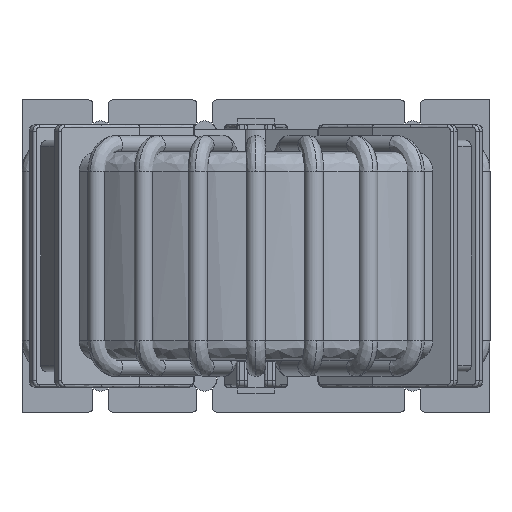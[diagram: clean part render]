
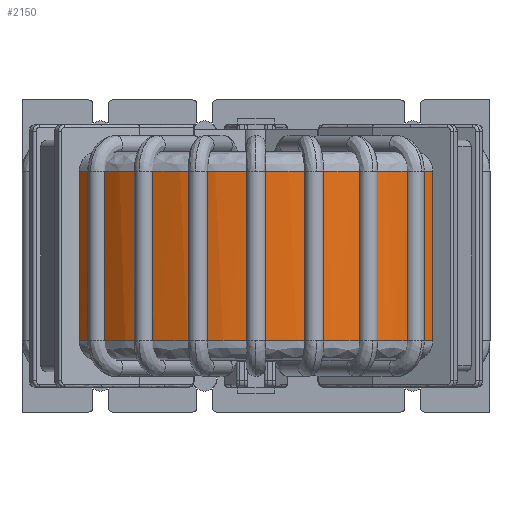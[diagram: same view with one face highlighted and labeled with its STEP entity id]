
A CAD part, front view. The second image highlights one B-rep face of the part: STEP entity #2150.
In plain terms, the highlighted free-form (B-spline) face has degree [2, 1] with [3, 2] control points.
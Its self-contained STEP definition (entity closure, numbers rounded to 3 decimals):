
#2150 = ADVANCED_FACE('',(#2151),#2183,.T.);
#2151 = FACE_BOUND('',#2152,.T.);
#2152 = EDGE_LOOP('',(#2153,#2162,#2170,#2177));
#2153 = ORIENTED_EDGE('',*,*,#2154,.T.);
#2154 = EDGE_CURVE('',#2155,#2157,#2159,.T.);
#2155 = VERTEX_POINT('',#2156);
#2156 = CARTESIAN_POINT('',(-18.731,-14.633,
    19.98));
#2157 = VERTEX_POINT('',#2158);
#2158 = CARTESIAN_POINT('',(-18.731,-14.633,
    2.067));
#2159 = B_SPLINE_CURVE_WITH_KNOTS('',1,(#2160,#2161),.UNSPECIFIED.,.F.,
  .F.,(2,2),(1.5,14.5),.PIECEWISE_BEZIER_KNOTS.);
#2160 = CARTESIAN_POINT('',(-18.731,-14.633,
    19.98));
#2161 = CARTESIAN_POINT('',(-18.731,-14.633,
    2.067));
#2162 = ORIENTED_EDGE('',*,*,#2163,.T.);
#2163 = EDGE_CURVE('',#2157,#2164,#2166,.T.);
#2164 = VERTEX_POINT('',#2165);
#2165 = CARTESIAN_POINT('',(18.731,-14.633,
    2.067));
#2166 = ( BOUNDED_CURVE() B_SPLINE_CURVE(2,(#2167,#2168,#2169),
.UNSPECIFIED.,.F.,.F.) B_SPLINE_CURVE_WITH_KNOTS((3,3),(3.805,
5.62),.PIECEWISE_BEZIER_KNOTS.) CURVE() 
GEOMETRIC_REPRESENTATION_ITEM() RATIONAL_B_SPLINE_CURVE((1.,
0.616,1.)) REPRESENTATION_ITEM('') );
#2167 = CARTESIAN_POINT('',(-18.731,-14.633,
    2.067));
#2168 = CARTESIAN_POINT('',(0.,-38.61,
    2.067));
#2169 = CARTESIAN_POINT('',(18.731,-14.633,
    2.067));
#2170 = ORIENTED_EDGE('',*,*,#2171,.F.);
#2171 = EDGE_CURVE('',#2172,#2164,#2174,.T.);
#2172 = VERTEX_POINT('',#2173);
#2173 = CARTESIAN_POINT('',(18.731,-14.633,
    19.98));
#2174 = B_SPLINE_CURVE_WITH_KNOTS('',1,(#2175,#2176),.UNSPECIFIED.,.F.,
  .F.,(2,2),(1.5,14.5),.PIECEWISE_BEZIER_KNOTS.);
#2175 = CARTESIAN_POINT('',(18.731,-14.633,
    19.98));
#2176 = CARTESIAN_POINT('',(18.731,-14.633,
    2.067));
#2177 = ORIENTED_EDGE('',*,*,#2178,.T.);
#2178 = EDGE_CURVE('',#2172,#2155,#2179,.T.);
#2179 = ( BOUNDED_CURVE() B_SPLINE_CURVE(2,(#2180,#2181,#2182),
.UNSPECIFIED.,.F.,.F.) B_SPLINE_CURVE_WITH_KNOTS((3,3),(0.663,
2.478),.PIECEWISE_BEZIER_KNOTS.) CURVE() 
GEOMETRIC_REPRESENTATION_ITEM() RATIONAL_B_SPLINE_CURVE((1.,
0.616,1.)) REPRESENTATION_ITEM('') );
#2180 = CARTESIAN_POINT('',(18.731,-14.633,
    19.98));
#2181 = CARTESIAN_POINT('',(0.,-38.61,
    19.98));
#2182 = CARTESIAN_POINT('',(-18.731,-14.633,
    19.98));
#2183 = ( BOUNDED_SURFACE() B_SPLINE_SURFACE(2,1,(
    (#2184,#2185)
    ,(#2186,#2187)
    ,(#2188,#2189
)),.UNSPECIFIED.,.F.,.F.,.F.) B_SPLINE_SURFACE_WITH_KNOTS((3,3),(2,2),(
    3.805,5.62),(1.5,14.5),.PIECEWISE_BEZIER_KNOTS.) 
GEOMETRIC_REPRESENTATION_ITEM() RATIONAL_B_SPLINE_SURFACE((
    (1.,1.)
    ,(0.616,0.616)
,(1.,1.))) REPRESENTATION_ITEM('') SURFACE() );
#2184 = CARTESIAN_POINT('',(18.731,-14.633,
    19.98));
#2185 = CARTESIAN_POINT('',(18.731,-14.633,
    2.067));
#2186 = CARTESIAN_POINT('',(0.,-38.61,
    19.98));
#2187 = CARTESIAN_POINT('',(0.,-38.61,
    2.067));
#2188 = CARTESIAN_POINT('',(-18.731,-14.633,
    19.98));
#2189 = CARTESIAN_POINT('',(-18.731,-14.633,
    2.067));
